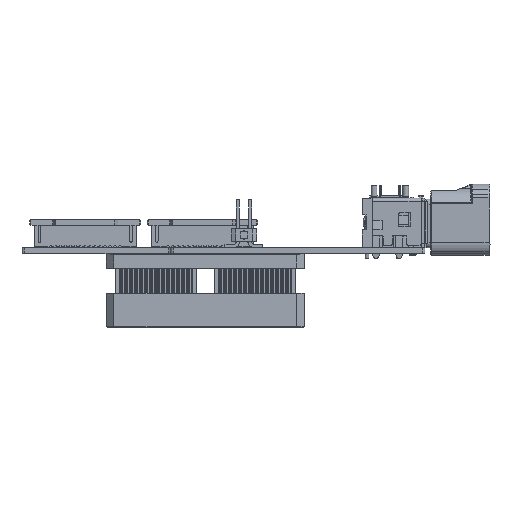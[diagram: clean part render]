
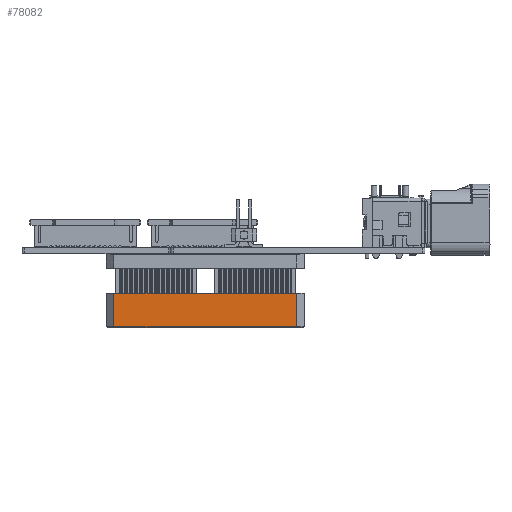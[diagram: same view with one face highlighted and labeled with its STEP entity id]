
A CAD part, left-side view. The second image highlights one B-rep face of the part: STEP entity #78082.
In plain terms, the highlighted face is planar.
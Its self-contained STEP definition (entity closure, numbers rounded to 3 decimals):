
#4697=FACE_OUTER_BOUND('',#8798,.T.);
#8798=EDGE_LOOP('',(#67573,#67574,#67575,#67576));
#17375=LINE('',#133019,#27253);
#17379=LINE('',#133027,#27257);
#17381=LINE('',#133030,#27259);
#17382=LINE('',#133031,#27260);
#27253=VECTOR('',#101045,1000.);
#27257=VECTOR('',#101053,1000.);
#27259=VECTOR('',#101057,1000.);
#27260=VECTOR('',#101058,1000.);
#36377=VERTEX_POINT('',#133015);
#36378=VERTEX_POINT('',#133017);
#36379=VERTEX_POINT('',#133024);
#36380=VERTEX_POINT('',#133026);
#46993=EDGE_CURVE('',#36378,#36377,#17375,.T.);
#46997=EDGE_CURVE('',#36380,#36379,#17379,.T.);
#46999=EDGE_CURVE('',#36377,#36379,#17381,.T.);
#47000=EDGE_CURVE('',#36380,#36378,#17382,.T.);
#67573=ORIENTED_EDGE('',*,*,#46999,.F.);
#67574=ORIENTED_EDGE('',*,*,#46993,.F.);
#67575=ORIENTED_EDGE('',*,*,#47000,.F.);
#67576=ORIENTED_EDGE('',*,*,#46997,.T.);
#74140=PLANE('',#83490);
#78082=ADVANCED_FACE('',(#4697),#74140,.F.);
#83490=AXIS2_PLACEMENT_3D('',#133029,#101055,#101056);
#101045=DIRECTION('',(0.,-1.,0.));
#101053=DIRECTION('',(0.,-1.,0.));
#101055=DIRECTION('center_axis',(0.,0.,1.));
#101056=DIRECTION('ref_axis',(1.,0.,0.));
#101057=DIRECTION('',(1.,0.,0.));
#101058=DIRECTION('',(-1.,0.,0.));
#133015=CARTESIAN_POINT('',(-18.479,7.978,-2.985));
#133017=CARTESIAN_POINT('',(-18.479,14.785,-2.985));
#133019=CARTESIAN_POINT('',(-18.479,14.785,-2.985));
#133024=CARTESIAN_POINT('',(18.479,7.978,-2.985));
#133026=CARTESIAN_POINT('',(18.479,14.785,-2.985));
#133027=CARTESIAN_POINT('',(18.479,14.785,-2.985));
#133029=CARTESIAN_POINT('Origin',(18.479,14.785,-2.985));
#133030=CARTESIAN_POINT('',(18.479,7.978,-2.985));
#133031=CARTESIAN_POINT('',(18.479,14.785,-2.985));
